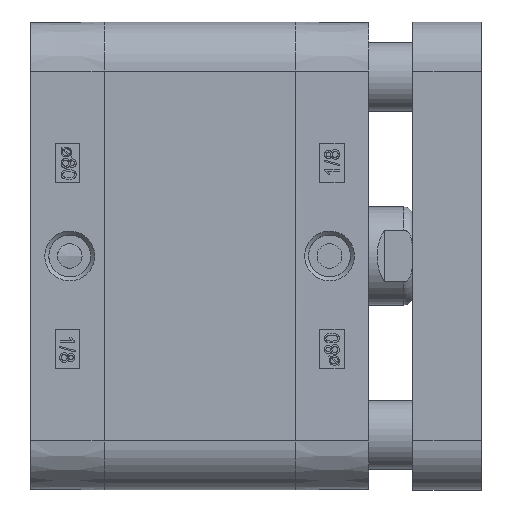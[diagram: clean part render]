
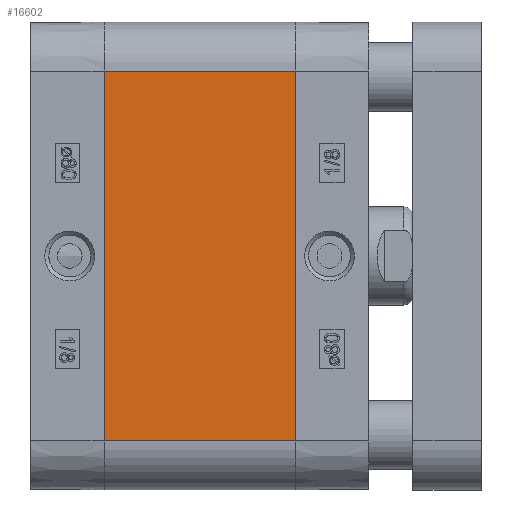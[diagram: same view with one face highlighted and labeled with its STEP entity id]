
A CAD part, left-side view. The second image highlights one B-rep face of the part: STEP entity #16602.
In plain terms, the highlighted planar face has unit normal (-1, 0, 0).
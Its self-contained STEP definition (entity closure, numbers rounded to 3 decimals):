
#11769=CARTESIAN_POINT('',(-47.75,-39.0,37.75));
#11770=VERTEX_POINT('',#11769);
#11777=CARTESIAN_POINT('',(-47.75,-39.0,-37.75));
#11778=VERTEX_POINT('',#11777);
#11779=CARTESIAN_POINT('',(-47.75,-39.0,-37.75));
#11780=DIRECTION('',(0.0,0.0,1.0));
#11781=VECTOR('',#11780,75.5);
#11782=LINE('',#11779,#11781);
#11783=EDGE_CURVE('',#11778,#11770,#11782,.T.);
#16560=CARTESIAN_POINT('',(-47.75,0.0,-37.75));
#16561=VERTEX_POINT('',#16560);
#16562=CARTESIAN_POINT('',(-47.75,0.0,-37.75));
#16563=DIRECTION('',(0.0,-1.0,0.0));
#16564=VECTOR('',#16563,39.0);
#16565=LINE('',#16562,#16564);
#16566=EDGE_CURVE('',#16561,#11778,#16565,.T.);
#16579=CARTESIAN_POINT('',(-47.75,0.0,-37.75));
#16580=DIRECTION('',(-1.0,0.0,0.0));
#16581=DIRECTION('',(0.0,0.0,1.0));
#16582=AXIS2_PLACEMENT_3D('',#16579,#16580,#16581);
#16583=PLANE('',#16582);
#16584=ORIENTED_EDGE('',*,*,#11783,.T.);
#16585=CARTESIAN_POINT('',(-47.75,0.0,37.75));
#16586=VERTEX_POINT('',#16585);
#16587=CARTESIAN_POINT('',(-47.75,0.0,37.75));
#16588=DIRECTION('',(0.0,-1.0,0.0));
#16589=VECTOR('',#16588,39.0);
#16590=LINE('',#16587,#16589);
#16591=EDGE_CURVE('',#16586,#11770,#16590,.T.);
#16592=ORIENTED_EDGE('',*,*,#16591,.F.);
#16593=CARTESIAN_POINT('',(-47.75,0.0,-37.75));
#16594=DIRECTION('',(0.0,0.0,1.0));
#16595=VECTOR('',#16594,75.5);
#16596=LINE('',#16593,#16595);
#16597=EDGE_CURVE('',#16561,#16586,#16596,.T.);
#16598=ORIENTED_EDGE('',*,*,#16597,.F.);
#16599=ORIENTED_EDGE('',*,*,#16566,.T.);
#16600=EDGE_LOOP('',(#16584,#16592,#16598,#16599));
#16601=FACE_OUTER_BOUND('',#16600,.T.);
#16602=ADVANCED_FACE('',(#16601),#16583,.T.);
